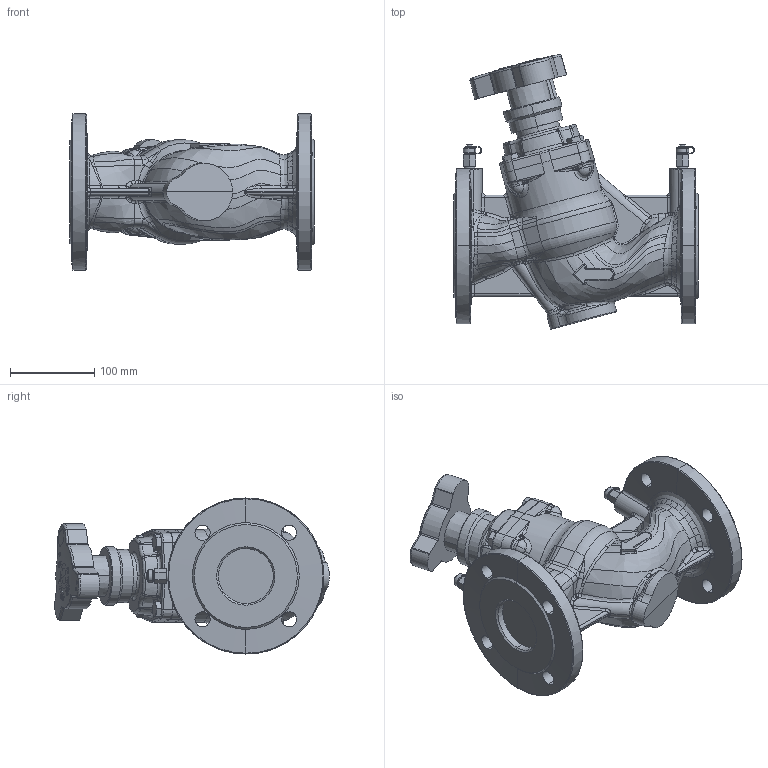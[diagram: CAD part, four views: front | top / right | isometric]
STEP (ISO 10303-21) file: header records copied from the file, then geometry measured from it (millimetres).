
FILE_DESCRIPTION(('CATIA V5 STEP Exchange','CAx-IF Rec.Pracs.--- Model Styling and Organization---1.4--- 2014-01-23','CAx-IF Rec.Pracs.---3D Tessellated Data Validation Properties---0.5---2014-09-14'),'2;1');
FILE_NAME('STEP_130062_-_TST.stp','2021-04-23T11:51:59+00:00',('none'),('none'),'CATIA Version 5-6 Release 2019 SP3','CATIA V5 STEP AP242 v1','none');
FILE_SCHEMA(('AP242_MANAGED_MODEL_BASED_3D_ENGINEERING_MIM_LF {1 0 10303 442 1 1 4}'));
Products named in the file (1): 130062 - TST
Bounding box: 290 x 325.74 x 185 mm (x, y, z)
Volume: 4167392.3 mm3; surface area: 296046.6 mm2
Topology: 1 solids, 1 shells, 1373 faces, 3692 edges, 2319 vertices
Faces by surface type: bspline 584, plane 320, cylinder 206, cone 133, torus 94, sphere 36
Entity records: 64350 total; most frequent: CARTESIAN_POINT 38951, ORIENTED_EDGE 7294, EDGE_CURVE 3647, DIRECTION 2331, VERTEX_POINT 2319, B_SPLINE_CURVE_WITH_KNOTS 1778, EDGE_LOOP 1436, ADVANCED_FACE 1373
